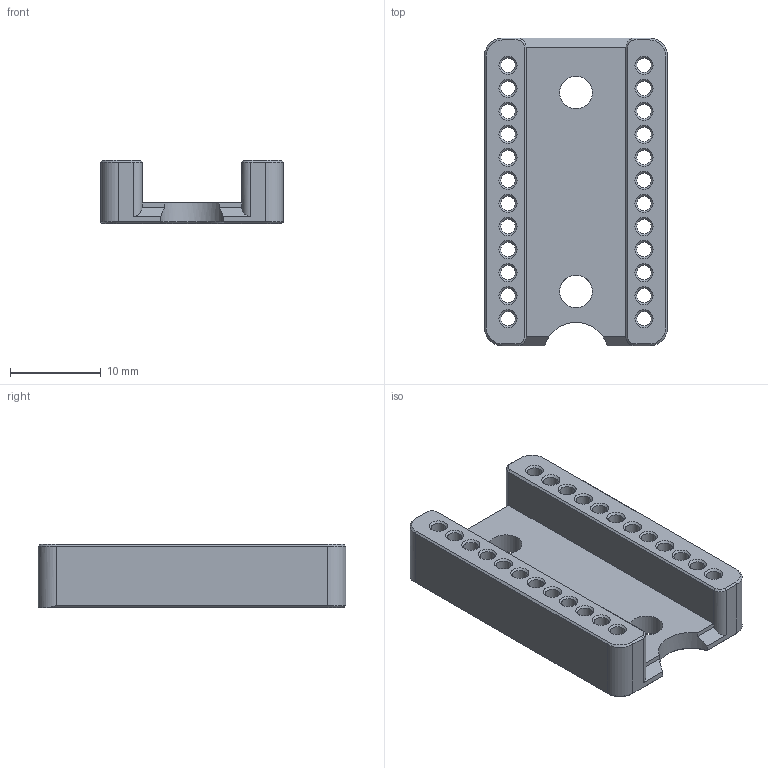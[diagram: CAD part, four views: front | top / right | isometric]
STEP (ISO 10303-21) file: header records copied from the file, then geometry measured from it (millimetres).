
FILE_DESCRIPTION(/* description */ (''),/* implementation_level */ '2;1');
FILE_NAME(/* name */ 'board_mount.step',/* time_stamp */ '2023-09-02T03:07:13-04:00',/* author */ (''),/* organization */ (''),/* preprocessor_version */ 'ST-DEVELOPER v20',/* originating_system */ 'Autodesk Translation Framework v12.9.0.99',/* authorisation */ '');
FILE_SCHEMA (('AUTOMOTIVE_DESIGN { 1 0 10303 214 3 1 1 }'));
Length unit declared in the file: millimetre
Products named in the file (1): board_mount
Bounding box: 20.2 x 33.94 x 7 mm (x, y, z)
Volume: 2574.9 mm3; surface area: 2981.7 mm2
Topology: 1 solids, 1 shells, 123 faces, 289 edges, 168 vertices
Faces by surface type: cone 59, cylinder 35, plane 29
Full cylindrical faces by diameter (mm): 1.6 x24, 3.6 x2
Entity records: 3619 total; most frequent: DIRECTION 668, CARTESIAN_POINT 585, ORIENTED_EDGE 578, EDGE_CURVE 289, AXIS2_PLACEMENT_3D 257, EDGE_LOOP 175, VERTEX_POINT 168, LINE 154
